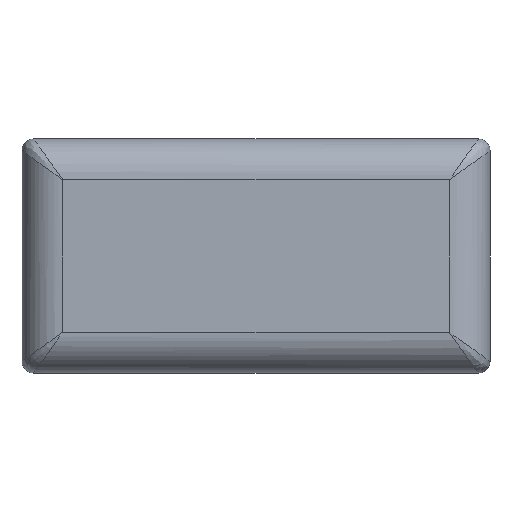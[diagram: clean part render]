
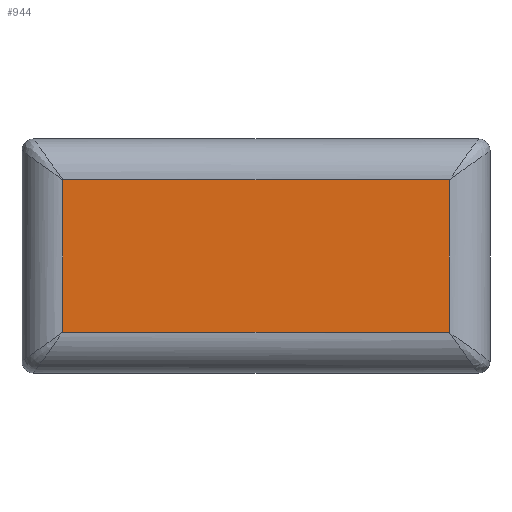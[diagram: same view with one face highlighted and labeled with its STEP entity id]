
A CAD part, front view. The second image highlights one B-rep face of the part: STEP entity #944.
In plain terms, the highlighted planar face has unit normal (0, -1, 0).
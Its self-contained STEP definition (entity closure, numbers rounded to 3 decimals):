
#48=PLANE('',#1048);
#104=FACE_OUTER_BOUND('',#160,.T.);
#160=EDGE_LOOP('',(#839,#840,#841,#842));
#252=LINE('',#1591,#348);
#254=LINE('',#1598,#350);
#257=LINE('',#1639,#353);
#259=LINE('',#1677,#355);
#348=VECTOR('',#1276,10.05);
#350=VECTOR('',#1284,10.05);
#353=VECTOR('',#1297,10.05);
#355=VECTOR('',#1311,10.05);
#460=VERTEX_POINT('',#1586);
#461=VERTEX_POINT('',#1590);
#463=VERTEX_POINT('',#1596);
#466=VERTEX_POINT('',#1637);
#581=EDGE_CURVE('',#460,#461,#252,.T.);
#585=EDGE_CURVE('',#463,#460,#254,.T.);
#591=EDGE_CURVE('',#466,#463,#257,.T.);
#596=EDGE_CURVE('',#461,#466,#259,.T.);
#839=ORIENTED_EDGE('',*,*,#591,.F.);
#840=ORIENTED_EDGE('',*,*,#596,.F.);
#841=ORIENTED_EDGE('',*,*,#581,.F.);
#842=ORIENTED_EDGE('',*,*,#585,.F.);
#944=ADVANCED_FACE('',(#104),#48,.F.);
#1048=AXIS2_PLACEMENT_3D('',#1711,#1317,#1318);
#1276=DIRECTION('',(0.,0.,1.));
#1284=DIRECTION('',(-1.,0.,0.));
#1297=DIRECTION('',(0.,0.,-1.));
#1311=DIRECTION('',(1.,0.,0.));
#1317=DIRECTION('center_axis',(0.,1.,0.));
#1318=DIRECTION('ref_axis',(1.,0.,0.));
#1586=CARTESIAN_POINT('',(3.495,-4.045,-16.57));
#1590=CARTESIAN_POINT('',(3.495,-4.045,-3.505));
#1591=CARTESIAN_POINT('',(3.495,-4.045,-15.063));
#1596=CARTESIAN_POINT('',(36.66,-4.045,-16.57));
#1598=CARTESIAN_POINT('',(16.058,-4.045,-16.57));
#1637=CARTESIAN_POINT('',(36.66,-4.045,-3.505));
#1639=CARTESIAN_POINT('',(36.66,-4.045,-5.013));
#1677=CARTESIAN_POINT('',(10.028,-4.045,-3.505));
#1711=CARTESIAN_POINT('Origin',(20.078,-4.045,-10.038));
